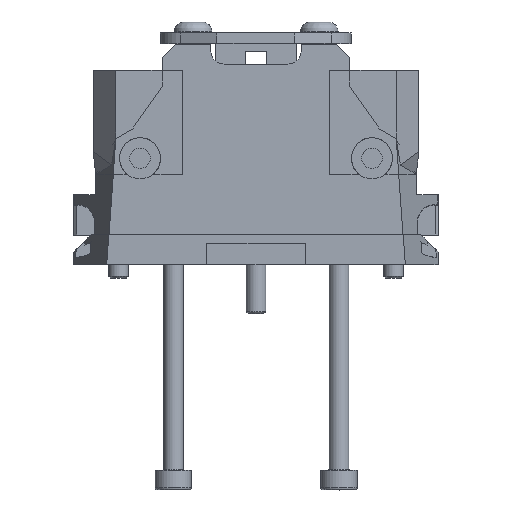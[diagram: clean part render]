
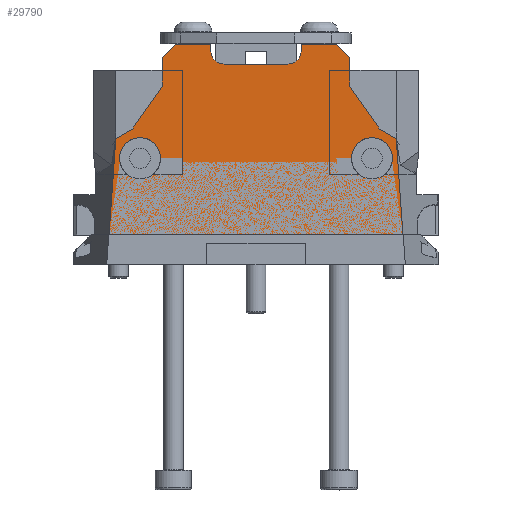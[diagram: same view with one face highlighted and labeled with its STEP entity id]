
A CAD part, top view. The second image highlights one B-rep face of the part: STEP entity #29790.
In plain terms, the highlighted face is planar.
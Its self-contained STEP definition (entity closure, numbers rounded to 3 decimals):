
#1305=FACE_BOUND('',#5142,.T.);
#1306=FACE_BOUND('',#5143,.T.);
#1786=CIRCLE('',#31976,3.1);
#1792=CIRCLE('',#31995,3.1);
#1831=CIRCLE('',#32278,2.);
#1832=CIRCLE('',#32281,2.);
#3354=FACE_OUTER_BOUND('',#5141,.T.);
#5141=EDGE_LOOP('',(#26136,#26137,#26138,#26139,#26140,#26141,#26142,#26143,
#26144,#26145,#26146,#26147,#26148,#26149,#26150,#26151,#26152,#26153,#26154,
#26155));
#5142=EDGE_LOOP('',(#26156));
#5143=EDGE_LOOP('',(#26157));
#8100=LINE('',#53934,#11284);
#8109=LINE('',#53952,#11293);
#8112=LINE('',#53958,#11296);
#8116=LINE('',#53966,#11300);
#8118=LINE('',#53970,#11302);
#8120=LINE('',#53974,#11304);
#8121=LINE('',#53977,#11305);
#8123=LINE('',#53981,#11307);
#8131=LINE('',#53998,#11315);
#8140=LINE('',#54016,#11324);
#8143=LINE('',#54022,#11327);
#8149=LINE('',#54045,#11333);
#8162=LINE('',#54073,#11346);
#8170=LINE('',#54093,#11354);
#8171=LINE('',#54095,#11355);
#8172=LINE('',#54099,#11356);
#8173=LINE('',#54100,#11357);
#8174=LINE('',#54101,#11358);
#11284=VECTOR('',#39368,10.);
#11293=VECTOR('',#39379,10.);
#11296=VECTOR('',#39384,10.);
#11300=VECTOR('',#39390,10.);
#11302=VECTOR('',#39394,10.);
#11304=VECTOR('',#39398,10.);
#11305=VECTOR('',#39401,10.);
#11307=VECTOR('',#39405,10.);
#11315=VECTOR('',#39419,10.);
#11324=VECTOR('',#39434,10.);
#11327=VECTOR('',#39439,10.);
#11333=VECTOR('',#39471,10.);
#11346=VECTOR('',#39496,10.);
#11354=VECTOR('',#39512,10.);
#11355=VECTOR('',#39515,10.);
#11356=VECTOR('',#39518,10.);
#11357=VECTOR('',#39519,10.);
#11358=VECTOR('',#39520,10.);
#13852=VERTEX_POINT('',#52919);
#13868=VERTEX_POINT('',#52974);
#14138=VERTEX_POINT('',#53931);
#14139=VERTEX_POINT('',#53933);
#14145=VERTEX_POINT('',#53946);
#14147=VERTEX_POINT('',#53950);
#14148=VERTEX_POINT('',#53954);
#14150=VERTEX_POINT('',#53960);
#14152=VERTEX_POINT('',#53964);
#14153=VERTEX_POINT('',#53968);
#14154=VERTEX_POINT('',#53972);
#14155=VERTEX_POINT('',#53976);
#14156=VERTEX_POINT('',#53980);
#14160=VERTEX_POINT('',#53991);
#14168=VERTEX_POINT('',#54014);
#14170=VERTEX_POINT('',#54019);
#14183=VERTEX_POINT('',#54071);
#14186=VERTEX_POINT('',#54078);
#14187=VERTEX_POINT('',#54080);
#14191=VERTEX_POINT('',#54091);
#14192=VERTEX_POINT('',#54096);
#14193=VERTEX_POINT('',#54098);
#17702=EDGE_CURVE('',#13852,#13852,#1786,.T.);
#17728=EDGE_CURVE('',#13868,#13868,#1792,.T.);
#18158=EDGE_CURVE('',#14138,#14139,#8100,.T.);
#18167=EDGE_CURVE('',#14145,#14147,#8109,.T.);
#18170=EDGE_CURVE('',#14148,#14145,#8112,.T.);
#18174=EDGE_CURVE('',#14150,#14152,#8116,.T.);
#18176=EDGE_CURVE('',#14153,#14150,#8118,.T.);
#18178=EDGE_CURVE('',#14154,#14153,#8120,.T.);
#18179=EDGE_CURVE('',#14155,#14154,#8121,.T.);
#18181=EDGE_CURVE('',#14156,#14138,#8123,.F.);
#18190=EDGE_CURVE('',#14160,#14148,#8131,.T.);
#18199=EDGE_CURVE('',#14147,#14168,#8140,.T.);
#18202=EDGE_CURVE('',#14170,#14139,#8143,.F.);
#18214=EDGE_CURVE('',#14156,#14155,#8149,.T.);
#18228=EDGE_CURVE('',#14152,#14183,#8162,.T.);
#18231=EDGE_CURVE('',#14187,#14186,#1831,.T.);
#18238=EDGE_CURVE('',#14186,#14191,#8170,.T.);
#18239=EDGE_CURVE('',#14183,#14187,#8171,.T.);
#18240=EDGE_CURVE('',#14191,#14192,#1832,.T.);
#18241=EDGE_CURVE('',#14192,#14193,#8172,.T.);
#18242=EDGE_CURVE('',#14193,#14160,#8173,.T.);
#18243=EDGE_CURVE('',#14168,#14170,#8174,.T.);
#26136=ORIENTED_EDGE('',*,*,#18181,.F.);
#26137=ORIENTED_EDGE('',*,*,#18214,.T.);
#26138=ORIENTED_EDGE('',*,*,#18179,.T.);
#26139=ORIENTED_EDGE('',*,*,#18178,.T.);
#26140=ORIENTED_EDGE('',*,*,#18176,.T.);
#26141=ORIENTED_EDGE('',*,*,#18174,.T.);
#26142=ORIENTED_EDGE('',*,*,#18228,.T.);
#26143=ORIENTED_EDGE('',*,*,#18239,.T.);
#26144=ORIENTED_EDGE('',*,*,#18231,.T.);
#26145=ORIENTED_EDGE('',*,*,#18238,.T.);
#26146=ORIENTED_EDGE('',*,*,#18240,.T.);
#26147=ORIENTED_EDGE('',*,*,#18241,.T.);
#26148=ORIENTED_EDGE('',*,*,#18242,.T.);
#26149=ORIENTED_EDGE('',*,*,#18190,.T.);
#26150=ORIENTED_EDGE('',*,*,#18170,.T.);
#26151=ORIENTED_EDGE('',*,*,#18167,.T.);
#26152=ORIENTED_EDGE('',*,*,#18199,.T.);
#26153=ORIENTED_EDGE('',*,*,#18243,.T.);
#26154=ORIENTED_EDGE('',*,*,#18202,.T.);
#26155=ORIENTED_EDGE('',*,*,#18158,.F.);
#26156=ORIENTED_EDGE('',*,*,#17728,.T.);
#26157=ORIENTED_EDGE('',*,*,#17702,.T.);
#28240=PLANE('',#32280);
#29790=ADVANCED_FACE('',(#3354,#1305,#1306),#28240,.T.);
#31976=AXIS2_PLACEMENT_3D('',#52921,#38467,#38468);
#31995=AXIS2_PLACEMENT_3D('',#52976,#38525,#38526);
#32278=AXIS2_PLACEMENT_3D('',#54081,#39502,#39503);
#32280=AXIS2_PLACEMENT_3D('',#54094,#39513,#39514);
#32281=AXIS2_PLACEMENT_3D('',#54097,#39516,#39517);
#38467=DIRECTION('center_axis',(0.,1.,0.));
#38468=DIRECTION('ref_axis',(-1.,0.,0.));
#38525=DIRECTION('center_axis',(0.,1.,0.));
#38526=DIRECTION('ref_axis',(1.,0.,0.));
#39368=DIRECTION('',(-1.,0.,0.));
#39379=DIRECTION('',(-0.574,0.,-0.819));
#39384=DIRECTION('',(0.,0.,-1.));
#39390=DIRECTION('',(-0.707,0.,0.707));
#39394=DIRECTION('',(0.,0.,1.));
#39398=DIRECTION('',(-0.574,0.,0.819));
#39401=DIRECTION('',(-0.865,0.,0.502));
#39405=DIRECTION('',(-0.07,0.,0.998));
#39419=DIRECTION('',(-0.707,0.,-0.707));
#39434=DIRECTION('',(-0.865,0.,-0.502));
#39439=DIRECTION('',(0.07,0.,0.998));
#39471=DIRECTION('',(-0.496,0.,0.868));
#39496=DIRECTION('',(-1.,0.,0.));
#39502=DIRECTION('center_axis',(0.,1.,0.));
#39503=DIRECTION('ref_axis',(0.707,0.,-0.707));
#39512=DIRECTION('',(-1.,0.,0.));
#39513=DIRECTION('center_axis',(0.,-1.,0.));
#39514=DIRECTION('ref_axis',(1.,0.,0.));
#39515=DIRECTION('',(0.,0.,-1.));
#39516=DIRECTION('center_axis',(0.,1.,0.));
#39517=DIRECTION('ref_axis',(-0.707,0.,-0.707));
#39518=DIRECTION('',(0.,0.,1.));
#39519=DIRECTION('',(-1.,0.,0.));
#39520=DIRECTION('',(-0.496,0.,-0.868));
#52919=CARTESIAN_POINT('',(-14.4,-167.704,93.41));
#52921=CARTESIAN_POINT('Origin',(-17.5,-167.704,93.41));
#52974=CARTESIAN_POINT('',(14.4,-167.704,93.41));
#52976=CARTESIAN_POINT('Origin',(17.5,-167.704,93.41));
#53931=CARTESIAN_POINT('',(22.181,-167.704,81.912));
#53933=CARTESIAN_POINT('',(-22.18,-167.704,81.912));
#53934=CARTESIAN_POINT('',(7.091,-167.704,81.912));
#53946=CARTESIAN_POINT('',(-14.138,-167.704,104.301));
#53950=CARTESIAN_POINT('',(-18.676,-167.704,97.821));
#53952=CARTESIAN_POINT('',(-23.085,-167.704,91.523));
#53954=CARTESIAN_POINT('',(-14.138,-167.704,108.636));
#53958=CARTESIAN_POINT('',(-14.138,-167.704,90.6));
#53960=CARTESIAN_POINT('',(14.139,-167.704,108.636));
#53964=CARTESIAN_POINT('',(12.139,-167.704,110.636));
#53966=CARTESIAN_POINT('',(14.66,-167.704,108.115));
#53968=CARTESIAN_POINT('',(14.139,-167.704,104.301));
#53970=CARTESIAN_POINT('',(14.139,-167.704,90.6));
#53972=CARTESIAN_POINT('',(18.677,-167.704,97.821));
#53974=CARTESIAN_POINT('',(23.086,-167.704,91.523));
#53976=CARTESIAN_POINT('',(21.094,-167.704,96.418));
#53977=CARTESIAN_POINT('',(11.829,-167.704,101.795));
#53980=CARTESIAN_POINT('',(21.173,-167.704,96.281));
#53981=CARTESIAN_POINT('',(21.713,-167.704,88.589));
#53991=CARTESIAN_POINT('',(-12.138,-167.704,110.636));
#53998=CARTESIAN_POINT('',(-14.66,-167.704,108.115));
#54014=CARTESIAN_POINT('',(-21.093,-167.704,96.418));
#54016=CARTESIAN_POINT('',(-11.828,-167.704,101.795));
#54019=CARTESIAN_POINT('',(-21.172,-167.704,96.281));
#54022=CARTESIAN_POINT('',(-21.712,-167.704,88.589));
#54045=CARTESIAN_POINT('',(21.025,-167.704,96.539));
#54071=CARTESIAN_POINT('',(6.812,-167.704,110.636));
#54073=CARTESIAN_POINT('',(-6.75,-167.704,110.636));
#54078=CARTESIAN_POINT('',(4.812,-167.704,107.63));
#54080=CARTESIAN_POINT('',(6.812,-167.704,109.63));
#54081=CARTESIAN_POINT('Origin',(4.812,-167.704,109.63));
#54091=CARTESIAN_POINT('',(-4.811,-167.704,107.63));
#54093=CARTESIAN_POINT('',(12.042,-167.704,107.63));
#54094=CARTESIAN_POINT('Origin',(-13.5,-167.704,76.912));
#54095=CARTESIAN_POINT('',(6.812,-167.704,90.6));
#54096=CARTESIAN_POINT('',(-6.811,-167.704,109.63));
#54097=CARTESIAN_POINT('Origin',(-4.811,-167.704,109.63));
#54098=CARTESIAN_POINT('',(-6.811,-167.704,110.636));
#54099=CARTESIAN_POINT('',(-6.811,-167.704,90.6));
#54100=CARTESIAN_POINT('',(6.751,-167.704,110.636));
#54101=CARTESIAN_POINT('',(-21.024,-167.704,96.539));
